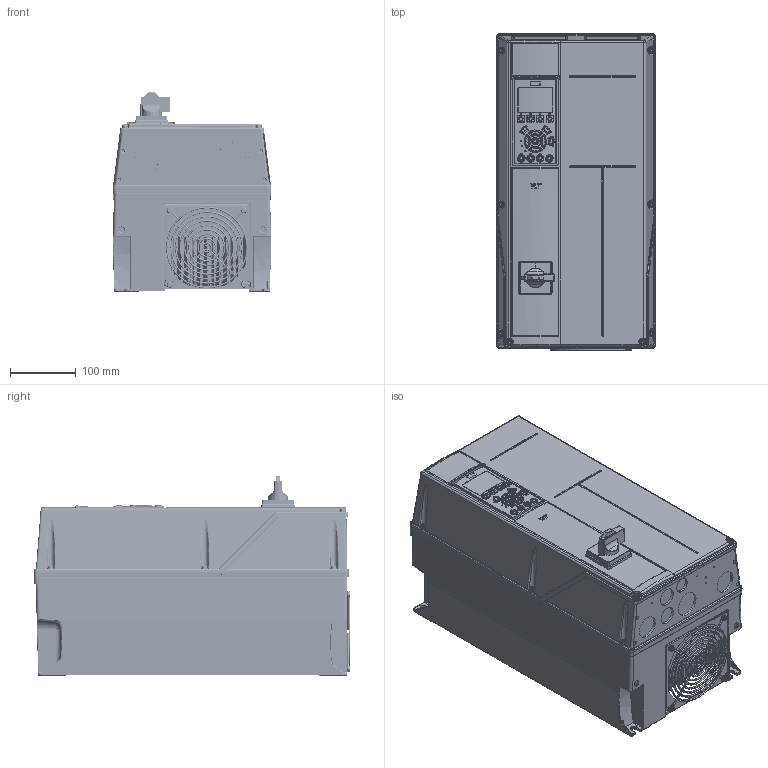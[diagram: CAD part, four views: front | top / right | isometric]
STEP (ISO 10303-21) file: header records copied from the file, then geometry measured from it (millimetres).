
FILE_DESCRIPTION((''),'2;1');
FILE_NAME('FC_B1_W_DISCONNECTOR','2019-09-18T',('U322080'),(''),'CREO PARAMETRIC BY PTC INC, 2018070','CREO PARAMETRIC BY PTC INC, 2018070','');
FILE_SCHEMA(('AUTOMOTIVE_DESIGN { 1 0 10303 214 1 1 1 1 }'));
Products named in the file (1): FC_B1_W_DISCONNECTOR
Bounding box: 242 x 483.13 x 303.95 mm (x, y, z)
Surface area: 2057297.3 mm2 (no closed solid volume)
Topology: 0 solids, 48 shells, 5008 faces, 12985 edges, 7996 vertices
Faces by surface type: cylinder 1791, bspline 1367, plane 1191, torus 365, cone 121, sphere 107, extrusion 66
Entity records: 272415 total; most frequent: CARTESIAN_POINT 139982, ORIENTED_EDGE 25661, DIRECTION 18251, EDGE_CURVE 12858, VERTEX_POINT 7988, AXIS2_PLACEMENT_3D 6841, EDGE_LOOP 5245, B_SPLINE_CURVE_WITH_KNOTS 5155
